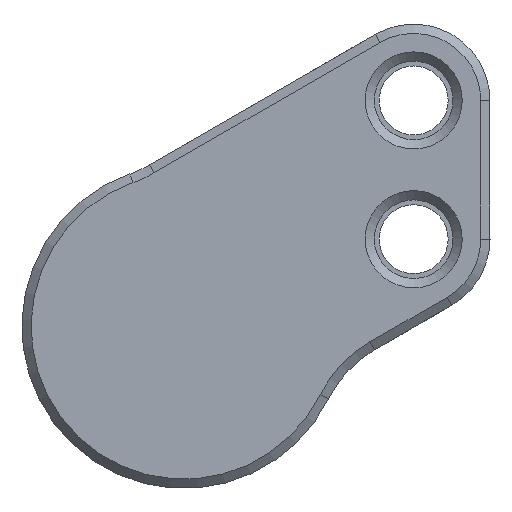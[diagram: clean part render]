
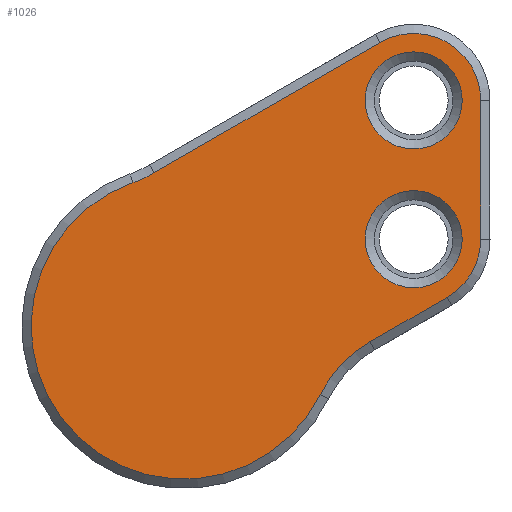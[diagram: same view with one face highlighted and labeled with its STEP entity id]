
A CAD part, left-side view. The second image highlights one B-rep face of the part: STEP entity #1026.
In plain terms, the highlighted planar face has unit normal (-1, 0, 0).
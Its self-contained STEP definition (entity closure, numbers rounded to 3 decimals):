
#70=FACE_BOUND('',#170,.T.);
#71=FACE_BOUND('',#171,.T.);
#104=FACE_OUTER_BOUND('',#169,.T.);
#169=EDGE_LOOP('',(#800,#801,#802,#803,#804,#805,#806,#807));
#170=EDGE_LOOP('',(#808,#809));
#171=EDGE_LOOP('',(#810,#811));
#238=LINE('',#1697,#310);
#243=LINE('',#1717,#315);
#244=LINE('',#1718,#316);
#310=VECTOR('',#1341,1000.);
#315=VECTOR('',#1368,1000.);
#316=VECTOR('',#1369,1000.);
#367=CIRCLE('',#1093,6.6);
#375=CIRCLE('',#1106,2.1);
#376=CIRCLE('',#1107,2.1);
#377=CIRCLE('',#1109,2.1);
#378=CIRCLE('',#1110,2.1);
#387=CIRCLE('',#1130,5.4);
#388=CIRCLE('',#1132,5.4);
#389=CIRCLE('',#1137,2.9);
#390=CIRCLE('',#1139,2.9);
#441=VERTEX_POINT('',#1584);
#442=VERTEX_POINT('',#1585);
#453=VERTEX_POINT('',#1628);
#454=VERTEX_POINT('',#1630);
#455=VERTEX_POINT('',#1634);
#456=VERTEX_POINT('',#1636);
#467=VERTEX_POINT('',#1694);
#468=VERTEX_POINT('',#1696);
#469=VERTEX_POINT('',#1702);
#470=VERTEX_POINT('',#1710);
#471=VERTEX_POINT('',#1714);
#472=VERTEX_POINT('',#1715);
#539=EDGE_CURVE('',#441,#442,#367,.T.);
#557=EDGE_CURVE('',#454,#453,#375,.T.);
#558=EDGE_CURVE('',#453,#454,#376,.T.);
#560=EDGE_CURVE('',#456,#455,#377,.T.);
#561=EDGE_CURVE('',#455,#456,#378,.T.);
#584=EDGE_CURVE('',#467,#468,#238,.T.);
#586=EDGE_CURVE('',#442,#467,#387,.T.);
#588=EDGE_CURVE('',#469,#441,#388,.T.);
#591=EDGE_CURVE('',#468,#470,#389,.T.);
#592=EDGE_CURVE('',#471,#472,#390,.T.);
#593=EDGE_CURVE('',#472,#470,#243,.T.);
#594=EDGE_CURVE('',#469,#471,#244,.T.);
#800=ORIENTED_EDGE('',*,*,#592,.T.);
#801=ORIENTED_EDGE('',*,*,#593,.T.);
#802=ORIENTED_EDGE('',*,*,#591,.F.);
#803=ORIENTED_EDGE('',*,*,#584,.F.);
#804=ORIENTED_EDGE('',*,*,#586,.F.);
#805=ORIENTED_EDGE('',*,*,#539,.F.);
#806=ORIENTED_EDGE('',*,*,#588,.F.);
#807=ORIENTED_EDGE('',*,*,#594,.T.);
#808=ORIENTED_EDGE('',*,*,#557,.T.);
#809=ORIENTED_EDGE('',*,*,#558,.T.);
#810=ORIENTED_EDGE('',*,*,#560,.T.);
#811=ORIENTED_EDGE('',*,*,#561,.T.);
#983=PLANE('',#1138);
#1026=ADVANCED_FACE('',(#104,#70,#71),#983,.T.);
#1093=AXIS2_PLACEMENT_3D('',#1586,#1250,#1251);
#1106=AXIS2_PLACEMENT_3D('',#1631,#1284,#1285);
#1107=AXIS2_PLACEMENT_3D('',#1632,#1286,#1287);
#1109=AXIS2_PLACEMENT_3D('',#1637,#1291,#1292);
#1110=AXIS2_PLACEMENT_3D('',#1638,#1293,#1294);
#1130=AXIS2_PLACEMENT_3D('',#1700,#1345,#1346);
#1132=AXIS2_PLACEMENT_3D('',#1704,#1350,#1351);
#1137=AXIS2_PLACEMENT_3D('',#1712,#1362,#1363);
#1138=AXIS2_PLACEMENT_3D('',#1713,#1364,#1365);
#1139=AXIS2_PLACEMENT_3D('',#1716,#1366,#1367);
#1250=DIRECTION('center_axis',(1.,0.,0.));
#1251=DIRECTION('ref_axis',(0.,1.,0.));
#1284=DIRECTION('center_axis',(1.,0.,0.));
#1285=DIRECTION('ref_axis',(0.,0.,1.));
#1286=DIRECTION('center_axis',(1.,0.,0.));
#1287=DIRECTION('ref_axis',(0.,0.,1.));
#1291=DIRECTION('center_axis',(1.,0.,0.));
#1292=DIRECTION('ref_axis',(0.,0.,1.));
#1293=DIRECTION('center_axis',(1.,0.,0.));
#1294=DIRECTION('ref_axis',(0.,0.,1.));
#1341=DIRECTION('',(0.,-0.866,0.5));
#1345=DIRECTION('center_axis',(-1.,0.,0.));
#1346=DIRECTION('ref_axis',(0.,0.,1.));
#1350=DIRECTION('center_axis',(-1.,0.,0.));
#1351=DIRECTION('ref_axis',(0.,0.,1.));
#1362=DIRECTION('center_axis',(1.,0.,0.));
#1363=DIRECTION('ref_axis',(0.,0.,-1.));
#1364=DIRECTION('center_axis',(-1.,0.,0.));
#1365=DIRECTION('ref_axis',(0.,0.,1.));
#1366=DIRECTION('center_axis',(-1.,0.,0.));
#1367=DIRECTION('ref_axis',(0.,1.,0.));
#1368=DIRECTION('',(0.,0.,1.));
#1369=DIRECTION('',(0.,-0.866,0.5));
#1584=CARTESIAN_POINT('',(-20.,60.339,88.185));
#1585=CARTESIAN_POINT('',(-20.,68.443,97.349));
#1586=CARTESIAN_POINT('Origin',(-20.,66.248,91.124));
#1628=CARTESIAN_POINT('',(-20.,56.305,92.802));
#1630=CARTESIAN_POINT('',(-20.,56.305,97.002));
#1631=CARTESIAN_POINT('Origin',(-20.,56.305,94.902));
#1632=CARTESIAN_POINT('Origin',(-20.,56.305,94.902));
#1634=CARTESIAN_POINT('',(-20.,56.305,98.802));
#1636=CARTESIAN_POINT('',(-20.,56.305,103.002));
#1637=CARTESIAN_POINT('Origin',(-20.,56.305,100.902));
#1638=CARTESIAN_POINT('Origin',(-20.,56.305,100.902));
#1694=CARTESIAN_POINT('',(-20.,67.539,97.765));
#1696=CARTESIAN_POINT('',(-20.,57.755,103.413));
#1697=CARTESIAN_POINT('',(-20.,67.539,97.765));
#1700=CARTESIAN_POINT('Origin',(-20.,70.239,102.441));
#1702=CARTESIAN_POINT('',(-20.,58.203,90.457));
#1704=CARTESIAN_POINT('Origin',(-20.,55.503,85.781));
#1710=CARTESIAN_POINT('',(-20.,53.405,100.902));
#1712=CARTESIAN_POINT('Origin',(-20.,56.305,100.902));
#1713=CARTESIAN_POINT('Origin',(-20.,53.395,83.664));
#1714=CARTESIAN_POINT('',(-20.,54.855,92.39));
#1715=CARTESIAN_POINT('',(-20.,53.405,94.902));
#1716=CARTESIAN_POINT('Origin',(-20.,56.305,94.902));
#1717=CARTESIAN_POINT('',(-20.,53.405,93.962));
#1718=CARTESIAN_POINT('',(-20.,58.203,90.457));
